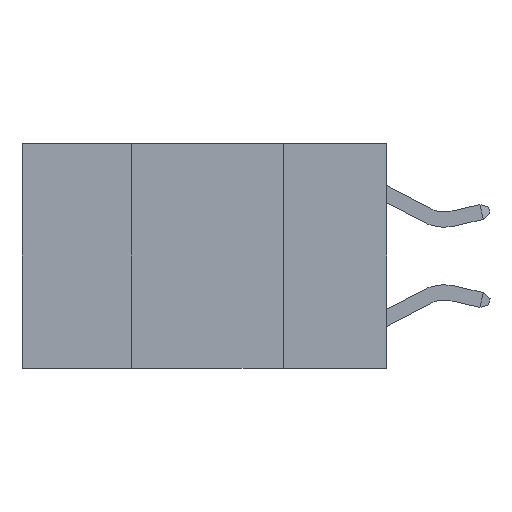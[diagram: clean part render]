
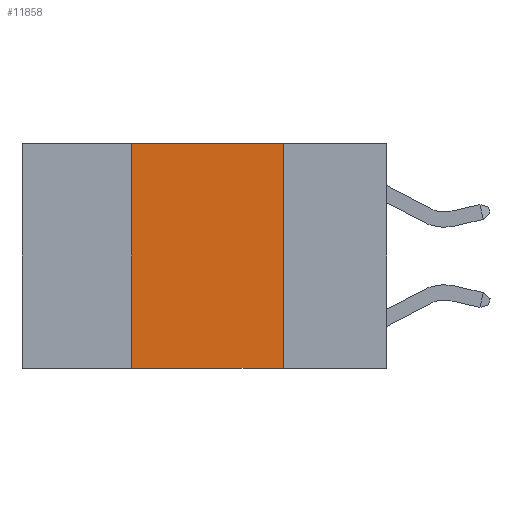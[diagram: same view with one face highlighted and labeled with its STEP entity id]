
A CAD part, left-side view. The second image highlights one B-rep face of the part: STEP entity #11858.
In plain terms, the highlighted planar face has unit normal (-1, 0, 0).
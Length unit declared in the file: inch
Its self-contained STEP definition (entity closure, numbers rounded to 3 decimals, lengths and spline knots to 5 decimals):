
#25 = CARTESIAN_POINT ( 'NONE',  ( 0., 0.6, 0. ) ) ;
#192 = CARTESIAN_POINT ( 'NONE',  ( 0., 0.42, 0. ) ) ;
#208 = ORIENTED_EDGE ( 'NONE', *, *, #1791, .F. ) ;
#707 = AXIS2_PLACEMENT_3D ( 'NONE', #6939, #4991, #18924 ) ;
#708 = DIRECTION ( 'NONE',  ( 0., -1., 0. ) ) ;
#825 = ORIENTED_EDGE ( 'NONE', *, *, #5020, .T. ) ;
#858 = CARTESIAN_POINT ( 'NONE',  ( 0., 0.6, -0.37 ) ) ;
#1351 = LINE ( 'NONE', #25061, #21305 ) ;
#1791 = EDGE_CURVE ( 'NONE', #4162, #24789, #19093, .T. ) ;
#2512 = CARTESIAN_POINT ( 'NONE',  ( 0., 0.42, -0.37 ) ) ;
#4162 = VERTEX_POINT ( 'NONE', #192 ) ;
#4475 = EDGE_LOOP ( 'NONE', ( #14579, #208, #21410, #825 ) ) ;
#4991 = DIRECTION ( 'NONE',  ( 1., 0., 0. ) ) ;
#5020 = EDGE_CURVE ( 'NONE', #15526, #5189, #25714, .T. ) ;
#5189 = VERTEX_POINT ( 'NONE', #7422 ) ;
#6939 = CARTESIAN_POINT ( 'NONE',  ( 0., 0.6, 0. ) ) ;
#7422 = CARTESIAN_POINT ( 'NONE',  ( 0., 0.17, -0.37 ) ) ;
#8606 = CARTESIAN_POINT ( 'NONE',  ( 0., 0.17, 0. ) ) ;
#9948 = VECTOR ( 'NONE', #11062, 39.37008 ) ;
#11062 = DIRECTION ( 'NONE',  ( 0., -1., 0. ) ) ;
#11261 = DIRECTION ( 'NONE',  ( 0., 0., 1. ) ) ;
#11721 = EDGE_CURVE ( 'NONE', #24789, #5189, #20571, .T. ) ;
#11858 = ADVANCED_FACE ( 'NONE', ( #22725 ), #18841, .F. ) ;
#13220 = VECTOR ( 'NONE', #708, 39.37008 ) ;
#14579 = ORIENTED_EDGE ( 'NONE', *, *, #11721, .F. ) ;
#15526 = VERTEX_POINT ( 'NONE', #2512 ) ;
#18594 = DIRECTION ( 'NONE',  ( 0., 0., -1. ) ) ;
#18841 = PLANE ( 'NONE',  #707 ) ;
#18924 = DIRECTION ( 'NONE',  ( 0., 0., -1. ) ) ;
#19093 = LINE ( 'NONE', #25, #13220 ) ;
#19590 = CARTESIAN_POINT ( 'NONE',  ( 0., 0.17, 0. ) ) ;
#19971 = VECTOR ( 'NONE', #18594, 39.37008 ) ;
#20571 = LINE ( 'NONE', #8606, #19971 ) ;
#21305 = VECTOR ( 'NONE', #11261, 39.37008 ) ;
#21410 = ORIENTED_EDGE ( 'NONE', *, *, #24630, .F. ) ;
#22725 = FACE_OUTER_BOUND ( 'NONE', #4475, .T. ) ;
#24630 = EDGE_CURVE ( 'NONE', #15526, #4162, #1351, .T. ) ;
#24789 = VERTEX_POINT ( 'NONE', #19590 ) ;
#25061 = CARTESIAN_POINT ( 'NONE',  ( 0., 0.42, 0. ) ) ;
#25714 = LINE ( 'NONE', #858, #9948 ) ;
